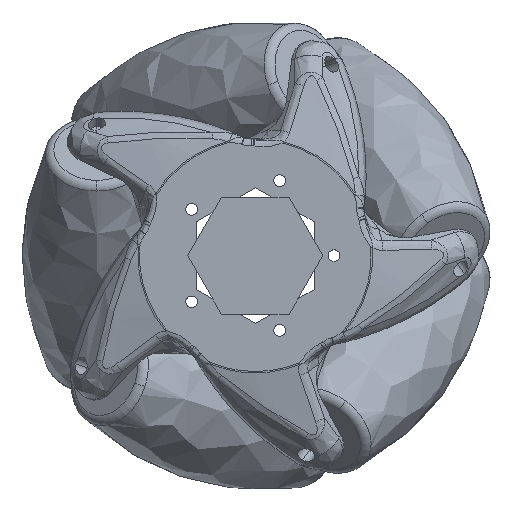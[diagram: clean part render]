
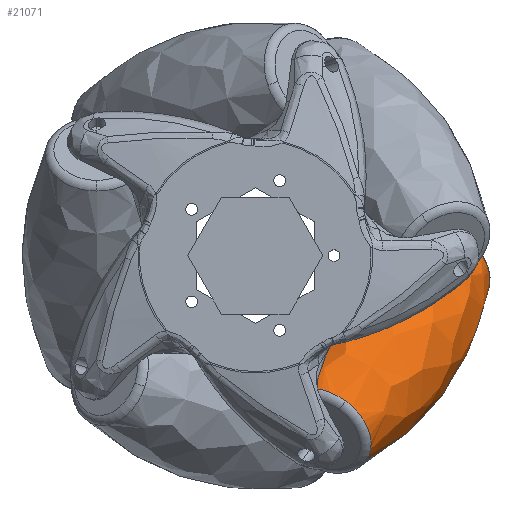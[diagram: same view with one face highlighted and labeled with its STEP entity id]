
A CAD part, left-side view. The second image highlights one B-rep face of the part: STEP entity #21071.
In plain terms, the highlighted free-form (B-spline) face has degree [3, 3] with [4, 4] control points.
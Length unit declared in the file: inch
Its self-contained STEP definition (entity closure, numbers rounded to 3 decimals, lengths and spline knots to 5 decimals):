
#450 = CARTESIAN_POINT ( 'NONE',  ( -0.65798, -0.46661, 0.09199 ) ) ;
#505 = CIRCLE ( 'NONE', #25679, 0.22188 ) ;
#1678 = DIRECTION ( 'NONE',  ( -0.707, 0.416, -0.572 ) ) ;
#2382 = CARTESIAN_POINT ( 'NONE',  ( 0.43337, -0.98383, -0.17912 ) ) ;
#2401 = CARTESIAN_POINT ( 'NONE',  ( -0.43337, -0.11536, -0.61949 ) ) ;
#2481 = CARTESIAN_POINT ( 'NONE',  ( 0.15464, -0.35255, -0.065 ) ) ;
#2496 = CARTESIAN_POINT ( 'NONE',  ( 0.15464, -0.35255, -0.065 ) ) ;
#3054 = CARTESIAN_POINT ( 'NONE',  ( 0.43337, -0.98383, -0.17912 ) ) ;
#3334 = EDGE_CURVE ( 'NONE', #25245, #20900, #26826, .T. ) ;
#4305 = CIRCLE ( 'NONE', #4310, 0.22188 ) ;
#4310 = AXIS2_PLACEMENT_3D ( 'NONE', #21726, #28678, #10277 ) ;
#5072 =( BOUNDED_CURVE ( )  B_SPLINE_CURVE ( 3, ( #28057, #16892, #28157, #3054 ),
 .UNSPECIFIED., .F., .F. ) 
 B_SPLINE_CURVE_WITH_KNOTS ( ( 4, 4 ),
 ( 0.22008, 0.77992 ),
 .UNSPECIFIED. ) 
 CURVE ( )  GEOMETRIC_REPRESENTATION_ITEM ( )  RATIONAL_B_SPLINE_CURVE ( ( 0.902, 0.843, 0.843, 0.902 ) ) 
 REPRESENTATION_ITEM ( '' )  );
#7012 = CARTESIAN_POINT ( 'NONE',  ( -0.74715, -0.65881, -0.62647 ) ) ;
#7061 =( BOUNDED_CURVE ( )  B_SPLINE_CURVE ( 3, ( #2401, #11696, #2496, #16338 ),
 .UNSPECIFIED., .F., .F. ) 
 B_SPLINE_CURVE_WITH_KNOTS ( ( 4, 4 ),
 ( 0.22008, 0.77992 ),
 .UNSPECIFIED. ) 
 CURVE ( )  GEOMETRIC_REPRESENTATION_ITEM ( )  RATIONAL_B_SPLINE_CURVE ( ( 0.902, 0.843, 0.843, 0.902 ) ) 
 REPRESENTATION_ITEM ( '' )  );
#7700 = CARTESIAN_POINT ( 'NONE',  ( -0.43337, -0.29487, -0.74991 ) ) ;
#8024 = ORIENTED_EDGE ( 'NONE', *, *, #23019, .F. ) ;
#8365 = ORIENTED_EDGE ( 'NONE', *, *, #9827, .T. ) ;
#9348 = CARTESIAN_POINT ( 'NONE',  ( 0.11959, -0.80926, 0.33557 ) ) ;
#9606 = EDGE_CURVE ( 'NONE', #9607, #28768, #13023, .T. ) ;
#9607 = VERTEX_POINT ( 'NONE', #27281 ) ;
#9827 = EDGE_CURVE ( 'NONE', #17767, #9607, #5072, .T. ) ;
#10276 = AXIS2_PLACEMENT_3D ( 'NONE', #12904, #12803, #10390 ) ;
#10277 = DIRECTION ( 'NONE',  ( 0.707, 0.416, -0.572 ) ) ;
#10311 = EDGE_CURVE ( 'NONE', #28768, #14742, #4305, .T. ) ;
#10312 = CARTESIAN_POINT ( 'NONE',  ( -0.43337, -0.47437, -0.88032 ) ) ;
#10390 = DIRECTION ( 'NONE',  ( 0.707, 0.416, -0.572 ) ) ;
#11696 = CARTESIAN_POINT ( 'NONE',  ( -0.15464, -0.17076, -0.31521 ) ) ;
#12163 = ORIENTED_EDGE ( 'NONE', *, *, #3334, .T. ) ;
#12803 = DIRECTION ( 'NONE',  ( 0.707, -0.416, 0.572 ) ) ;
#12904 = CARTESIAN_POINT ( 'NONE',  ( -0.43337, -0.29487, -0.74991 ) ) ;
#13023 = CIRCLE ( 'NONE', #26491, 0.22188 ) ;
#13297 = CARTESIAN_POINT ( 'NONE',  ( -0.59026, -0.38709, -0.62298 ) ) ;
#13382 =( BOUNDED_SURFACE ( )  B_SPLINE_SURFACE ( 3, 3, ( 
 ( #27676, #7012, #14190, #21109 ),
 ( #28063, #14280, #450, #16320 ),
 ( #16595, #18898, #16222, #2481 ),
 ( #2382, #23158, #9348, #25480 ) ),
 .UNSPECIFIED., .F., .F., .T. ) 
 B_SPLINE_SURFACE_WITH_KNOTS ( ( 4, 4 ),
 ( 4, 4 ),
 ( 0.22008, 0.77992 ),
 ( 0., 1. ),
 .UNSPECIFIED. ) 
 GEOMETRIC_REPRESENTATION_ITEM ( )  RATIONAL_B_SPLINE_SURFACE ( (
 ( 0.902, 0.301, 0.301, 0.902),
 ( 0.843, 0.281, 0.281, 0.843),
 ( 0.843, 0.281, 0.281, 0.843),
 ( 0.902, 0.301, 0.301, 0.902) ) ) 
 REPRESENTATION_ITEM ( '' )  SURFACE ( )  );
#14190 = CARTESIAN_POINT ( 'NONE',  ( -0.74715, -0.2998, -0.36563 ) ) ;
#14280 = CARTESIAN_POINT ( 'NONE',  ( -0.65798, -1.04249, -0.3264 ) ) ;
#14742 = VERTEX_POINT ( 'NONE', #16077 ) ;
#15977 = ORIENTED_EDGE ( 'NONE', *, *, #9606, .T. ) ;
#16077 = CARTESIAN_POINT ( 'NONE',  ( 0.43337, -0.62482, 0.08172 ) ) ;
#16222 = CARTESIAN_POINT ( 'NONE',  ( -0.34869, -0.64841, 0.34221 ) ) ;
#16320 = CARTESIAN_POINT ( 'NONE',  ( -0.15464, -0.17076, -0.31521 ) ) ;
#16338 = CARTESIAN_POINT ( 'NONE',  ( 0.43337, -0.62482, 0.08172 ) ) ;
#16595 = CARTESIAN_POINT ( 'NONE',  ( 0.15464, -0.92843, -0.4834 ) ) ;
#16892 = CARTESIAN_POINT ( 'NONE',  ( -0.15464, -0.74664, -0.73361 ) ) ;
#16904 = DIRECTION ( 'NONE',  ( 0.707, 0.416, -0.572 ) ) ;
#17403 = CARTESIAN_POINT ( 'NONE',  ( -0.43337, -0.11536, -0.61949 ) ) ;
#17767 = VERTEX_POINT ( 'NONE', #10312 ) ;
#17770 = ORIENTED_EDGE ( 'NONE', *, *, #10311, .T. ) ;
#17823 = DIRECTION ( 'NONE',  ( 0.707, 0.416, -0.572 ) ) ;
#18898 = CARTESIAN_POINT ( 'NONE',  ( -0.34869, -1.22428, -0.07619 ) ) ;
#19123 = CARTESIAN_POINT ( 'NONE',  ( 0.27648, -0.89654, 0.07823 ) ) ;
#20900 = VERTEX_POINT ( 'NONE', #13297 ) ;
#21071 = ADVANCED_FACE ( 'NONE', ( #27611 ), #13382, .T. ) ;
#21109 = CARTESIAN_POINT ( 'NONE',  ( -0.43337, -0.11536, -0.61949 ) ) ;
#21726 = CARTESIAN_POINT ( 'NONE',  ( 0.43337, -0.80432, -0.0487 ) ) ;
#22659 = CARTESIAN_POINT ( 'NONE',  ( 0.43337, -0.80432, -0.0487 ) ) ;
#22988 = ORIENTED_EDGE ( 'NONE', *, *, #25133, .T. ) ;
#23019 = EDGE_CURVE ( 'NONE', #25245, #14742, #7061, .T. ) ;
#23158 = CARTESIAN_POINT ( 'NONE',  ( 0.11959, -1.16827, 0.07474 ) ) ;
#23741 = DIRECTION ( 'NONE',  ( 0.707, -0.416, 0.572 ) ) ;
#25133 = EDGE_CURVE ( 'NONE', #20900, #17767, #505, .T. ) ;
#25245 = VERTEX_POINT ( 'NONE', #17403 ) ;
#25480 = CARTESIAN_POINT ( 'NONE',  ( 0.43337, -0.62482, 0.08172 ) ) ;
#25679 = AXIS2_PLACEMENT_3D ( 'NONE', #7700, #23741, #16904 ) ;
#26491 = AXIS2_PLACEMENT_3D ( 'NONE', #22659, #1678, #17823 ) ;
#26778 = EDGE_LOOP ( 'NONE', ( #8024, #12163, #22988, #8365, #15977, #17770 ) ) ;
#26826 = CIRCLE ( 'NONE', #10276, 0.22188 ) ;
#27281 = CARTESIAN_POINT ( 'NONE',  ( 0.43337, -0.98383, -0.17912 ) ) ;
#27611 = FACE_OUTER_BOUND ( 'NONE', #26778, .T. ) ;
#27676 = CARTESIAN_POINT ( 'NONE',  ( -0.43337, -0.47437, -0.88032 ) ) ;
#28057 = CARTESIAN_POINT ( 'NONE',  ( -0.43337, -0.47437, -0.88032 ) ) ;
#28063 = CARTESIAN_POINT ( 'NONE',  ( -0.15464, -0.74664, -0.73361 ) ) ;
#28157 = CARTESIAN_POINT ( 'NONE',  ( 0.15464, -0.92843, -0.4834 ) ) ;
#28678 = DIRECTION ( 'NONE',  ( -0.707, 0.416, -0.572 ) ) ;
#28768 = VERTEX_POINT ( 'NONE', #19123 ) ;
